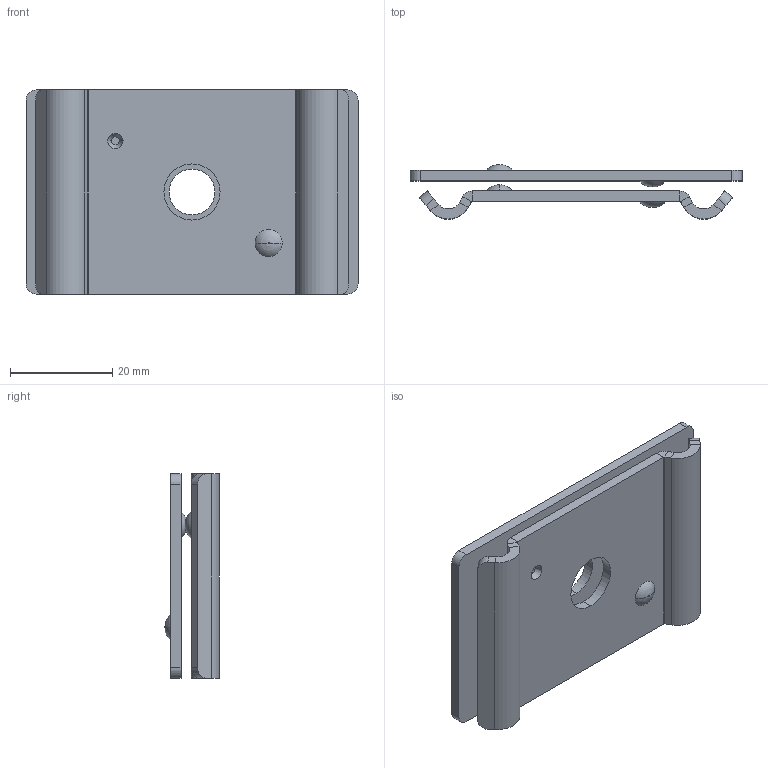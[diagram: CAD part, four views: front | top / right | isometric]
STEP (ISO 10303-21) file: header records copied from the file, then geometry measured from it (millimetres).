
FILE_DESCRIPTION (( 'STEP AP203' ), '1' );
FILE_NAME ('6015247.STEP', '2012-07-13T09:21:29', ( '' ), ( '' ), 'SwSTEP 2.0', 'SolidWorks 2012', '' );
FILE_SCHEMA (( 'CONFIG_CONTROL_DESIGN' ));
Length unit declared in the file: millimetre
Products named in the file (3): 6015247; KTS 09.016-014_Klemmst…k GKS 50 - D=11; KTS 09.016-015_D=9
Assembly tree (2 placements, depth 2):
  6015247
    KTS 09.016-015_D=9
    KTS 09.016-014_Klemmst…k GKS 50 - D=11
Bounding box: 65 x 10.7 x 40 mm (x, y, z)
Volume: 10182.3 mm3; surface area: 11139.3 mm2
Topology: 2 solids, 2 shells, 80 faces, 172 edges, 104 vertices
Faces by surface type: plane 44, cylinder 20, torus 8, cone 8
Entity records: 2473 total; most frequent: DIRECTION 422, CARTESIAN_POINT 361, ORIENTED_EDGE 344, EDGE_CURVE 172, AXIS2_PLACEMENT_3D 165, VERTEX_POINT 104, EDGE_LOOP 92, VECTOR 92
